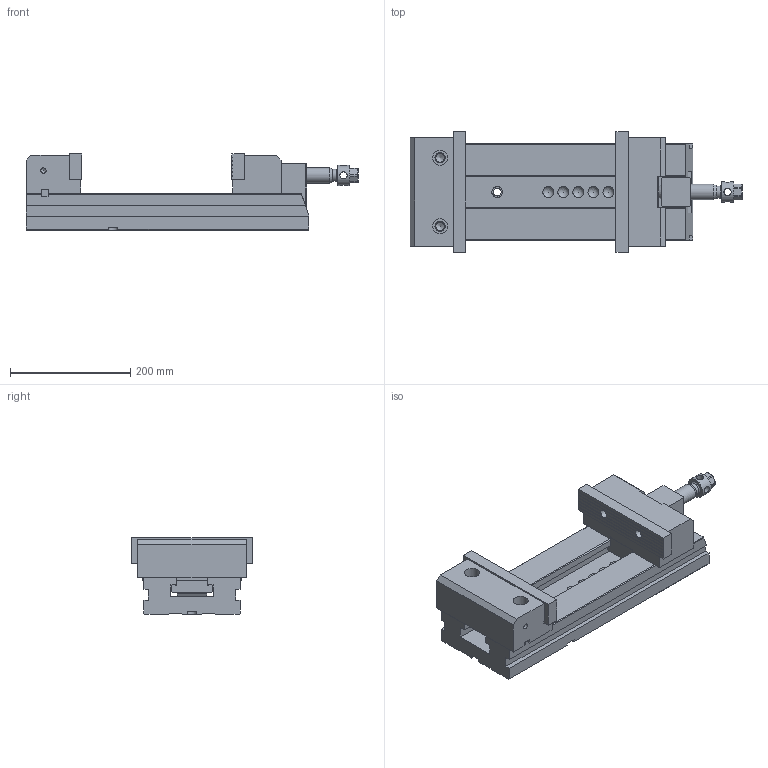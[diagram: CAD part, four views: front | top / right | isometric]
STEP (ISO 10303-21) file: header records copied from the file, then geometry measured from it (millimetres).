
FILE_DESCRIPTION(/* description */ (''),/* implementation_level */ '2;1');
FILE_NAME(/* name */ '29_200G_Mordaza.stp',/* time_stamp */ '2013-07-15T07:29:23+02:00',/* author */ (''),/* organization */ (''),/* preprocessor_version */ 'ST-DEVELOPER v11',/* originating_system */ 'SIEMENS PLM Software NX 7.5',/* authorisation */ '');
FILE_SCHEMA (('AUTOMOTIVE_DESIGN { 1 0 10303 214 1 1 1 1 }'));
Length unit declared in the file: millimetre
Products named in the file (1): 29_200G_Mordaza
Bounding box: 552 x 200 x 126.7 mm (x, y, z)
Volume: 5623640.3 mm3; surface area: 581558.9 mm2
Topology: 12 solids, 12 shells, 428 faces, 1168 edges, 773 vertices
Faces by surface type: plane 286, cylinder 88, cone 33, sphere 12, torus 9
Full cylindrical faces by diameter (mm): 4.351 x1, 5.188 x5, 6.985 x4, 8.4 x4, 8.782 x2, 10.579 x3, 12 x4, 12.376 x2, 13 x5, 14 x4, 14.376 x2, 15 x2, 16 x2, 16.5 x1, 17 x2, 18 x2, 19 x3, 20 x3, 21.25 x1, 22 x2, 25 x2, 26 x1, 30 x2, 33.8 x1, 34 x3
Entity records: 15772 total; most frequent: CARTESIAN_POINT 2510, DIRECTION 2027, ORIENTED_EDGE 1970, EDGE_CURVE 985, LINE 721, VECTOR 721, VERTEX_POINT 716, AXIS2_PLACEMENT_3D 653
